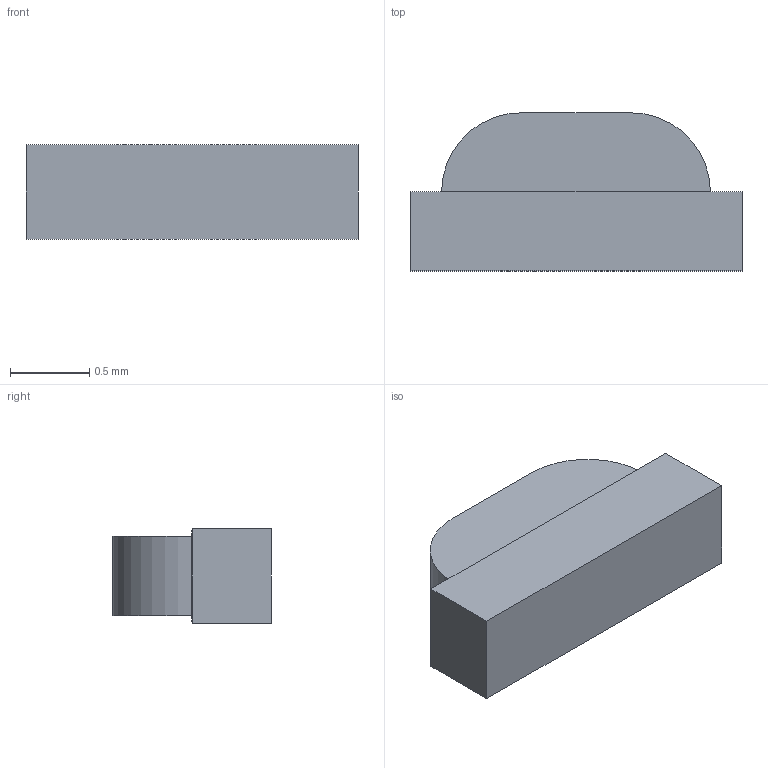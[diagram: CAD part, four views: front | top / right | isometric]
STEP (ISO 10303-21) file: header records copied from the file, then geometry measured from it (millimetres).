
FILE_DESCRIPTION (( 'STEP AP214' ), '1' );
FILE_NAME ('TO2106.STEP', '2020-09-27T23:01:30', ( '' ), ( '' ), 'SwSTEP 2.0', 'SolidWorks 2020', '' );
FILE_SCHEMA (( 'AUTOMOTIVE_DESIGN' ));
Length unit declared in the file: millimetre
Products named in the file (1): TO2106
Bounding box: 2.1 x 1 x 0.6 mm (x, y, z)
Volume: 1 mm3; surface area: 7 mm2
Topology: 1 solids, 1 shells, 11 faces, 24 edges, 16 vertices
Faces by surface type: plane 9, cylinder 2
Entity records: 457 total; most frequent: CARTESIAN_POINT 52, DIRECTION 52, ORIENTED_EDGE 48, EDGE_CURVE 24, VECTOR 20, LINE 20, AXIS2_PLACEMENT_3D 16, VERTEX_POINT 16
